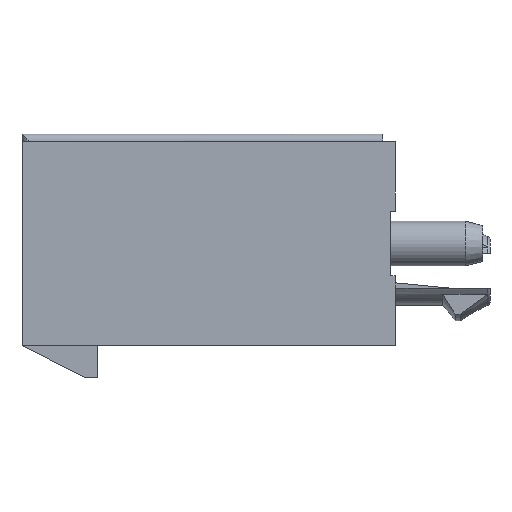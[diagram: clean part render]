
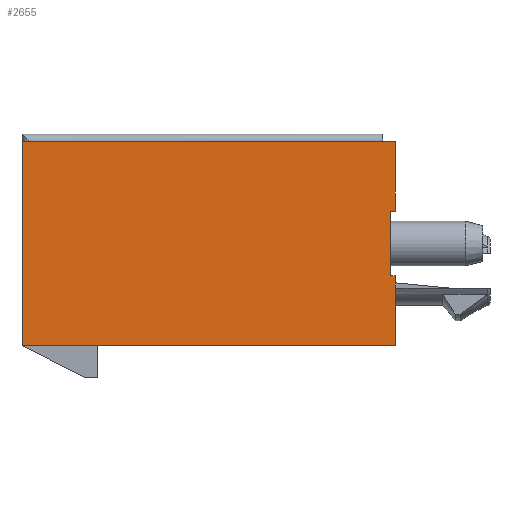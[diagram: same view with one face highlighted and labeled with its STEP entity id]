
A CAD part, left-side view. The second image highlights one B-rep face of the part: STEP entity #2655.
In plain terms, the highlighted planar face has unit normal (-1, 0, 0).
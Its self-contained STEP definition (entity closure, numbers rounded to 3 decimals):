
#49=DIRECTION('',(0.,-1.,0.));
#50=VECTOR('',#49,15.);
#51=CARTESIAN_POINT('',(-14.15,0.,-4.1));
#52=LINE('',#51,#50);
#149=DIRECTION('',(0.,0.,1.));
#150=VECTOR('',#149,2.8);
#151=CARTESIAN_POINT('',(-14.15,-15.,-4.1));
#152=LINE('',#151,#150);
#157=DIRECTION('',(0.,0.,1.));
#158=VECTOR('',#157,2.8);
#159=CARTESIAN_POINT('',(-14.15,-15.,1.3));
#160=LINE('',#159,#158);
#705=DIRECTION('',(0.,-1.,0.));
#706=VECTOR('',#705,15.);
#707=CARTESIAN_POINT('',(-14.15,0.,4.1));
#708=LINE('',#707,#706);
#853=DIRECTION('',(0.,0.,1.));
#854=VECTOR('',#853,2.6);
#855=CARTESIAN_POINT('',(-14.15,-14.8,-1.3));
#856=LINE('',#855,#854);
#857=DIRECTION('',(0.,1.,0.));
#858=VECTOR('',#857,0.2);
#859=CARTESIAN_POINT('',(-14.15,-15.,-1.3));
#860=LINE('',#859,#858);
#861=DIRECTION('',(0.,0.,1.));
#862=VECTOR('',#861,8.2);
#863=CARTESIAN_POINT('',(-14.15,0.,-4.1));
#864=LINE('',#863,#862);
#865=DIRECTION('',(0.,1.,0.));
#866=VECTOR('',#865,0.2);
#867=CARTESIAN_POINT('',(-14.15,-15.,1.3));
#868=LINE('',#867,#866);
#1275=CARTESIAN_POINT('',(-14.15,0.,-4.1));
#1276=CARTESIAN_POINT('',(-14.15,-15.,-4.1));
#1277=VERTEX_POINT('',#1275);
#1278=VERTEX_POINT('',#1276);
#1283=CARTESIAN_POINT('',(-14.15,0.,4.1));
#1284=CARTESIAN_POINT('',(-14.15,-15.,4.1));
#1285=VERTEX_POINT('',#1283);
#1286=VERTEX_POINT('',#1284);
#1525=CARTESIAN_POINT('',(-14.15,-14.8,-1.3));
#1526=CARTESIAN_POINT('',(-14.15,-14.8,1.3));
#1527=VERTEX_POINT('',#1525);
#1528=VERTEX_POINT('',#1526);
#1529=CARTESIAN_POINT('',(-14.15,-15.,-1.3));
#1530=VERTEX_POINT('',#1529);
#1531=CARTESIAN_POINT('',(-14.15,-15.,1.3));
#1532=VERTEX_POINT('',#1531);
#2637=CARTESIAN_POINT('',(-14.15,0.,-4.1));
#2638=DIRECTION('',(-1.,0.,0.));
#2639=DIRECTION('',(0.,-1.,0.));
#2640=AXIS2_PLACEMENT_3D('',#2637,#2638,#2639);
#2641=PLANE('',#2640);
#2642=ORIENTED_EDGE('',*,*,#2627,.F.);
#2644=ORIENTED_EDGE('',*,*,#2643,.F.);
#2645=ORIENTED_EDGE('',*,*,#1793,.F.);
#2646=ORIENTED_EDGE('',*,*,#1642,.F.);
#2648=ORIENTED_EDGE('',*,*,#2647,.T.);
#2649=ORIENTED_EDGE('',*,*,#2490,.T.);
#2650=ORIENTED_EDGE('',*,*,#1805,.F.);
#2652=ORIENTED_EDGE('',*,*,#2651,.T.);
#2653=EDGE_LOOP('',(#2642,#2644,#2645,#2646,#2648,#2649,#2650,#2652));
#2654=FACE_OUTER_BOUND('',#2653,.F.);
#2655=ADVANCED_FACE('',(#2654),#2641,.T.);
#1642=EDGE_CURVE('',#1277,#1278,#52,.T.);
#1793=EDGE_CURVE('',#1278,#1530,#152,.T.);
#1805=EDGE_CURVE('',#1532,#1286,#160,.T.);
#2490=EDGE_CURVE('',#1285,#1286,#708,.T.);
#2627=EDGE_CURVE('',#1527,#1528,#856,.T.);
#2643=EDGE_CURVE('',#1530,#1527,#860,.T.);
#2647=EDGE_CURVE('',#1277,#1285,#864,.T.);
#2651=EDGE_CURVE('',#1532,#1528,#868,.T.);
